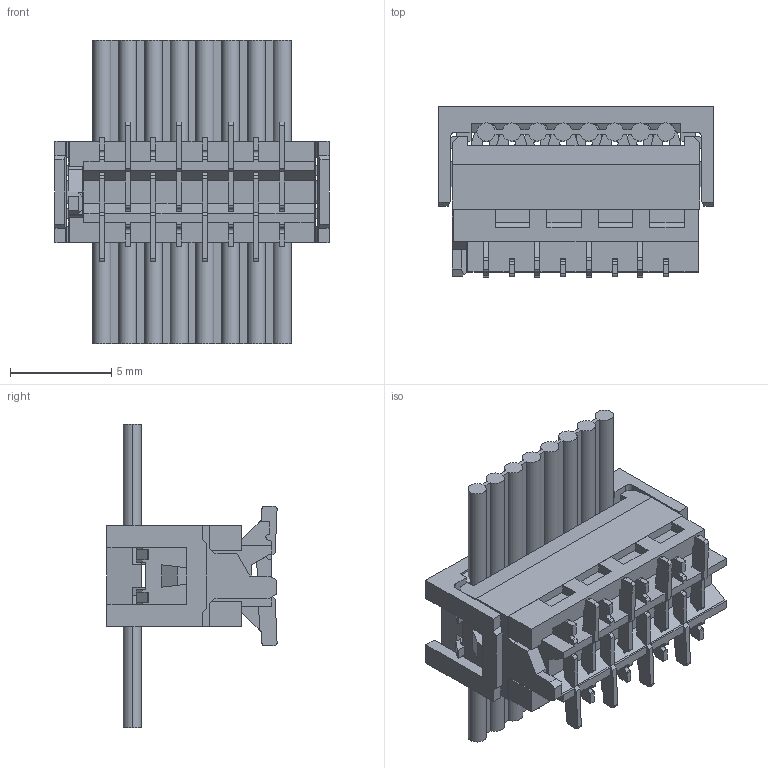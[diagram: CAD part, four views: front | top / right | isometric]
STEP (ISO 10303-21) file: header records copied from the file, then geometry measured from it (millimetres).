
FILE_DESCRIPTION (( 'STEP AP214' ), '1' );
FILE_NAME ('MICROMATCH_SMD_FTE_8P.STEP', '2022-11-28T13:35:34', ( '' ), ( '' ), 'SwSTEP 2.0', 'SolidWorks 2022', '' );
FILE_SCHEMA (( 'AUTOMOTIVE_DESIGN' ));
Length unit declared in the file: millimetre
Products named in the file (4): c-188275-8.step; MICROMATCH_SMD_FTE_8P; 3M_3364-12_8; c-215083-8.step
Assembly tree (3 placements, depth 2):
  MICROMATCH_SMD_FTE_8P
    c-188275-8.step
    c-215083-8.step
    3M_3364-12_8
Bounding box: 13.54 x 8.4 x 15 mm (x, y, z)
Volume: 481 mm3; surface area: 1425.1 mm2
Topology: 3 solids, 3 shells, 948 faces, 2791 edges, 1853 vertices
Faces by surface type: plane 717, cylinder 231
Entity records: 32521 total; most frequent: CARTESIAN_POINT 6854, ORIENTED_EDGE 5582, DIRECTION 4945, EDGE_CURVE 2791, VECTOR 2249, LINE 2249, VERTEX_POINT 1853, AXIS2_PLACEMENT_3D 1348
